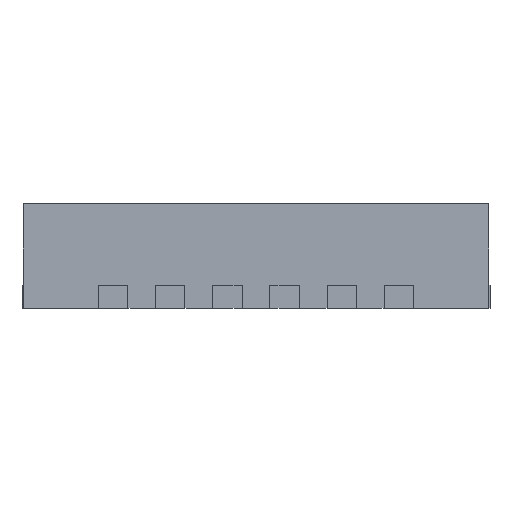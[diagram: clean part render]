
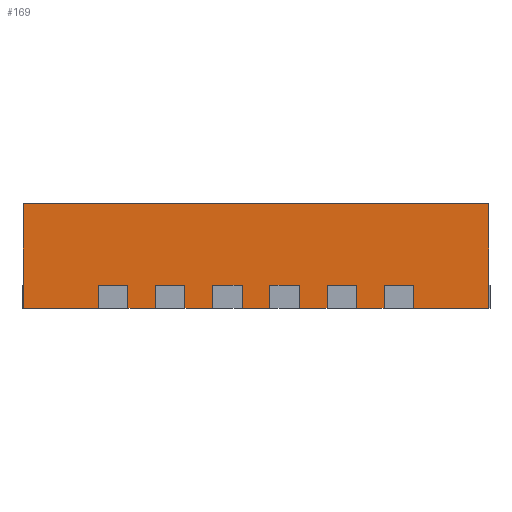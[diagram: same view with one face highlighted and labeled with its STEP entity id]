
A CAD part, left-side view. The second image highlights one B-rep face of the part: STEP entity #169.
In plain terms, the highlighted planar face has unit normal (-1, 0, 0).
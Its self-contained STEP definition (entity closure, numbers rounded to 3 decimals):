
#62 = VERTEX_POINT('',#63);
#63 = CARTESIAN_POINT('',(-2.,-0.86,0.));
#69 = EDGE_CURVE('',#62,#70,#72,.T.);
#70 = VERTEX_POINT('',#71);
#71 = CARTESIAN_POINT('',(-2.,-0.86,0.2));
#72 = LINE('',#73,#74);
#73 = CARTESIAN_POINT('',(-2.,-0.86,0.));
#74 = VECTOR('',#75,1.);
#75 = DIRECTION('',(0.,0.,1.));
#93 = VERTEX_POINT('',#94);
#94 = CARTESIAN_POINT('',(-2.,-0.61,0.));
#102 = VERTEX_POINT('',#103);
#103 = CARTESIAN_POINT('',(-2.,-0.61,0.2));
#109 = EDGE_CURVE('',#102,#93,#110,.T.);
#110 = LINE('',#111,#112);
#111 = CARTESIAN_POINT('',(-2.,-0.61,0.));
#112 = VECTOR('',#113,1.);
#113 = DIRECTION('',(0.,0.,-1.));
#158 = EDGE_CURVE('',#70,#102,#159,.T.);
#159 = LINE('',#160,#161);
#160 = CARTESIAN_POINT('',(-2.,-1.43,0.2));
#161 = VECTOR('',#162,1.);
#162 = DIRECTION('',(0.,1.,0.));
#169 = ADVANCED_FACE('',(#170),#373,.T.);
#170 = FACE_BOUND('',#171,.T.);
#171 = EDGE_LOOP('',(#172,#182,#190,#198,#206,#214,#222,#230,#238,#246,
    #254,#262,#270,#278,#286,#294,#302,#310,#318,#326,#334,#340,#341,
    #342,#343,#351,#359,#367));
#172 = ORIENTED_EDGE('',*,*,#173,.F.);
#173 = EDGE_CURVE('',#174,#176,#178,.T.);
#174 = VERTEX_POINT('',#175);
#175 = CARTESIAN_POINT('',(-2.,-2.,0.));
#176 = VERTEX_POINT('',#177);
#177 = CARTESIAN_POINT('',(-2.,-1.35,0.));
#178 = LINE('',#179,#180);
#179 = CARTESIAN_POINT('',(-2.,-2.,0.));
#180 = VECTOR('',#181,1.);
#181 = DIRECTION('',(0.,1.,0.));
#182 = ORIENTED_EDGE('',*,*,#183,.T.);
#183 = EDGE_CURVE('',#174,#184,#186,.T.);
#184 = VERTEX_POINT('',#185);
#185 = CARTESIAN_POINT('',(-2.,-2.,0.9));
#186 = LINE('',#187,#188);
#187 = CARTESIAN_POINT('',(-2.,-2.,0.));
#188 = VECTOR('',#189,1.);
#189 = DIRECTION('',(0.,0.,1.));
#190 = ORIENTED_EDGE('',*,*,#191,.T.);
#191 = EDGE_CURVE('',#184,#192,#194,.T.);
#192 = VERTEX_POINT('',#193);
#193 = CARTESIAN_POINT('',(-2.,2.,0.9));
#194 = LINE('',#195,#196);
#195 = CARTESIAN_POINT('',(-2.,-2.,0.9));
#196 = VECTOR('',#197,1.);
#197 = DIRECTION('',(0.,1.,0.));
#198 = ORIENTED_EDGE('',*,*,#199,.F.);
#199 = EDGE_CURVE('',#200,#192,#202,.T.);
#200 = VERTEX_POINT('',#201);
#201 = CARTESIAN_POINT('',(-2.,2.,0.));
#202 = LINE('',#203,#204);
#203 = CARTESIAN_POINT('',(-2.,2.,0.));
#204 = VECTOR('',#205,1.);
#205 = DIRECTION('',(0.,0.,1.));
#206 = ORIENTED_EDGE('',*,*,#207,.F.);
#207 = EDGE_CURVE('',#208,#200,#210,.T.);
#208 = VERTEX_POINT('',#209);
#209 = CARTESIAN_POINT('',(-2.,1.35,0.));
#210 = LINE('',#211,#212);
#211 = CARTESIAN_POINT('',(-2.,-2.,0.));
#212 = VECTOR('',#213,1.);
#213 = DIRECTION('',(0.,1.,0.));
#214 = ORIENTED_EDGE('',*,*,#215,.F.);
#215 = EDGE_CURVE('',#216,#208,#218,.T.);
#216 = VERTEX_POINT('',#217);
#217 = CARTESIAN_POINT('',(-2.,1.35,0.2));
#218 = LINE('',#219,#220);
#219 = CARTESIAN_POINT('',(-2.,1.35,0.));
#220 = VECTOR('',#221,1.);
#221 = DIRECTION('',(0.,0.,-1.));
#222 = ORIENTED_EDGE('',*,*,#223,.F.);
#223 = EDGE_CURVE('',#224,#216,#226,.T.);
#224 = VERTEX_POINT('',#225);
#225 = CARTESIAN_POINT('',(-2.,1.1,0.2));
#226 = LINE('',#227,#228);
#227 = CARTESIAN_POINT('',(-2.,-0.45,0.2));
#228 = VECTOR('',#229,1.);
#229 = DIRECTION('',(0.,1.,0.));
#230 = ORIENTED_EDGE('',*,*,#231,.F.);
#231 = EDGE_CURVE('',#232,#224,#234,.T.);
#232 = VERTEX_POINT('',#233);
#233 = CARTESIAN_POINT('',(-2.,1.1,0.));
#234 = LINE('',#235,#236);
#235 = CARTESIAN_POINT('',(-2.,1.1,0.));
#236 = VECTOR('',#237,1.);
#237 = DIRECTION('',(0.,0.,1.));
#238 = ORIENTED_EDGE('',*,*,#239,.F.);
#239 = EDGE_CURVE('',#240,#232,#242,.T.);
#240 = VERTEX_POINT('',#241);
#241 = CARTESIAN_POINT('',(-2.,0.86,0.));
#242 = LINE('',#243,#244);
#243 = CARTESIAN_POINT('',(-2.,-2.,0.));
#244 = VECTOR('',#245,1.);
#245 = DIRECTION('',(0.,1.,0.));
#246 = ORIENTED_EDGE('',*,*,#247,.F.);
#247 = EDGE_CURVE('',#248,#240,#250,.T.);
#248 = VERTEX_POINT('',#249);
#249 = CARTESIAN_POINT('',(-2.,0.86,0.2));
#250 = LINE('',#251,#252);
#251 = CARTESIAN_POINT('',(-2.,0.86,0.));
#252 = VECTOR('',#253,1.);
#253 = DIRECTION('',(0.,0.,-1.));
#254 = ORIENTED_EDGE('',*,*,#255,.F.);
#255 = EDGE_CURVE('',#256,#248,#258,.T.);
#256 = VERTEX_POINT('',#257);
#257 = CARTESIAN_POINT('',(-2.,0.61,0.2));
#258 = LINE('',#259,#260);
#259 = CARTESIAN_POINT('',(-2.,-0.695,0.2));
#260 = VECTOR('',#261,1.);
#261 = DIRECTION('',(0.,1.,0.));
#262 = ORIENTED_EDGE('',*,*,#263,.F.);
#263 = EDGE_CURVE('',#264,#256,#266,.T.);
#264 = VERTEX_POINT('',#265);
#265 = CARTESIAN_POINT('',(-2.,0.61,0.));
#266 = LINE('',#267,#268);
#267 = CARTESIAN_POINT('',(-2.,0.61,0.));
#268 = VECTOR('',#269,1.);
#269 = DIRECTION('',(0.,0.,1.));
#270 = ORIENTED_EDGE('',*,*,#271,.F.);
#271 = EDGE_CURVE('',#272,#264,#274,.T.);
#272 = VERTEX_POINT('',#273);
#273 = CARTESIAN_POINT('',(-2.,0.37,0.));
#274 = LINE('',#275,#276);
#275 = CARTESIAN_POINT('',(-2.,-2.,0.));
#276 = VECTOR('',#277,1.);
#277 = DIRECTION('',(0.,1.,0.));
#278 = ORIENTED_EDGE('',*,*,#279,.F.);
#279 = EDGE_CURVE('',#280,#272,#282,.T.);
#280 = VERTEX_POINT('',#281);
#281 = CARTESIAN_POINT('',(-2.,0.37,0.2));
#282 = LINE('',#283,#284);
#283 = CARTESIAN_POINT('',(-2.,0.37,0.));
#284 = VECTOR('',#285,1.);
#285 = DIRECTION('',(0.,0.,-1.));
#286 = ORIENTED_EDGE('',*,*,#287,.F.);
#287 = EDGE_CURVE('',#288,#280,#290,.T.);
#288 = VERTEX_POINT('',#289);
#289 = CARTESIAN_POINT('',(-2.,0.12,0.2));
#290 = LINE('',#291,#292);
#291 = CARTESIAN_POINT('',(-2.,-0.94,0.2));
#292 = VECTOR('',#293,1.);
#293 = DIRECTION('',(0.,1.,0.));
#294 = ORIENTED_EDGE('',*,*,#295,.F.);
#295 = EDGE_CURVE('',#296,#288,#298,.T.);
#296 = VERTEX_POINT('',#297);
#297 = CARTESIAN_POINT('',(-2.,0.12,0.));
#298 = LINE('',#299,#300);
#299 = CARTESIAN_POINT('',(-2.,0.12,0.));
#300 = VECTOR('',#301,1.);
#301 = DIRECTION('',(0.,0.,1.));
#302 = ORIENTED_EDGE('',*,*,#303,.F.);
#303 = EDGE_CURVE('',#304,#296,#306,.T.);
#304 = VERTEX_POINT('',#305);
#305 = CARTESIAN_POINT('',(-2.,-0.12,0.));
#306 = LINE('',#307,#308);
#307 = CARTESIAN_POINT('',(-2.,-2.,0.));
#308 = VECTOR('',#309,1.);
#309 = DIRECTION('',(0.,1.,0.));
#310 = ORIENTED_EDGE('',*,*,#311,.F.);
#311 = EDGE_CURVE('',#312,#304,#314,.T.);
#312 = VERTEX_POINT('',#313);
#313 = CARTESIAN_POINT('',(-2.,-0.12,0.2));
#314 = LINE('',#315,#316);
#315 = CARTESIAN_POINT('',(-2.,-0.12,0.));
#316 = VECTOR('',#317,1.);
#317 = DIRECTION('',(0.,0.,-1.));
#318 = ORIENTED_EDGE('',*,*,#319,.F.);
#319 = EDGE_CURVE('',#320,#312,#322,.T.);
#320 = VERTEX_POINT('',#321);
#321 = CARTESIAN_POINT('',(-2.,-0.37,0.2));
#322 = LINE('',#323,#324);
#323 = CARTESIAN_POINT('',(-2.,-1.185,0.2));
#324 = VECTOR('',#325,1.);
#325 = DIRECTION('',(0.,1.,0.));
#326 = ORIENTED_EDGE('',*,*,#327,.F.);
#327 = EDGE_CURVE('',#328,#320,#330,.T.);
#328 = VERTEX_POINT('',#329);
#329 = CARTESIAN_POINT('',(-2.,-0.37,0.));
#330 = LINE('',#331,#332);
#331 = CARTESIAN_POINT('',(-2.,-0.37,0.));
#332 = VECTOR('',#333,1.);
#333 = DIRECTION('',(0.,0.,1.));
#334 = ORIENTED_EDGE('',*,*,#335,.F.);
#335 = EDGE_CURVE('',#93,#328,#336,.T.);
#336 = LINE('',#337,#338);
#337 = CARTESIAN_POINT('',(-2.,-2.,0.));
#338 = VECTOR('',#339,1.);
#339 = DIRECTION('',(0.,1.,0.));
#340 = ORIENTED_EDGE('',*,*,#109,.F.);
#341 = ORIENTED_EDGE('',*,*,#158,.F.);
#342 = ORIENTED_EDGE('',*,*,#69,.F.);
#343 = ORIENTED_EDGE('',*,*,#344,.F.);
#344 = EDGE_CURVE('',#345,#62,#347,.T.);
#345 = VERTEX_POINT('',#346);
#346 = CARTESIAN_POINT('',(-2.,-1.1,0.));
#347 = LINE('',#348,#349);
#348 = CARTESIAN_POINT('',(-2.,-2.,0.));
#349 = VECTOR('',#350,1.);
#350 = DIRECTION('',(0.,1.,0.));
#351 = ORIENTED_EDGE('',*,*,#352,.F.);
#352 = EDGE_CURVE('',#353,#345,#355,.T.);
#353 = VERTEX_POINT('',#354);
#354 = CARTESIAN_POINT('',(-2.,-1.1,0.2));
#355 = LINE('',#356,#357);
#356 = CARTESIAN_POINT('',(-2.,-1.1,0.));
#357 = VECTOR('',#358,1.);
#358 = DIRECTION('',(0.,0.,-1.));
#359 = ORIENTED_EDGE('',*,*,#360,.F.);
#360 = EDGE_CURVE('',#361,#353,#363,.T.);
#361 = VERTEX_POINT('',#362);
#362 = CARTESIAN_POINT('',(-2.,-1.35,0.2));
#363 = LINE('',#364,#365);
#364 = CARTESIAN_POINT('',(-2.,-1.675,0.2));
#365 = VECTOR('',#366,1.);
#366 = DIRECTION('',(0.,1.,0.));
#367 = ORIENTED_EDGE('',*,*,#368,.F.);
#368 = EDGE_CURVE('',#176,#361,#369,.T.);
#369 = LINE('',#370,#371);
#370 = CARTESIAN_POINT('',(-2.,-1.35,0.));
#371 = VECTOR('',#372,1.);
#372 = DIRECTION('',(0.,0.,1.));
#373 = PLANE('',#374);
#374 = AXIS2_PLACEMENT_3D('',#375,#376,#377);
#375 = CARTESIAN_POINT('',(-2.,-2.,0.));
#376 = DIRECTION('',(-1.,0.,0.));
#377 = DIRECTION('',(0.,1.,0.));
